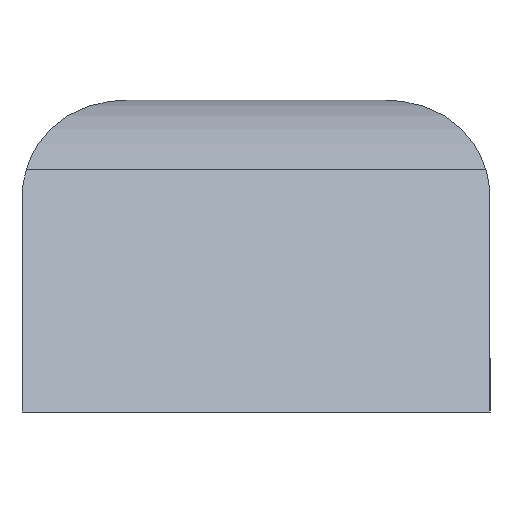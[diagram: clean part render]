
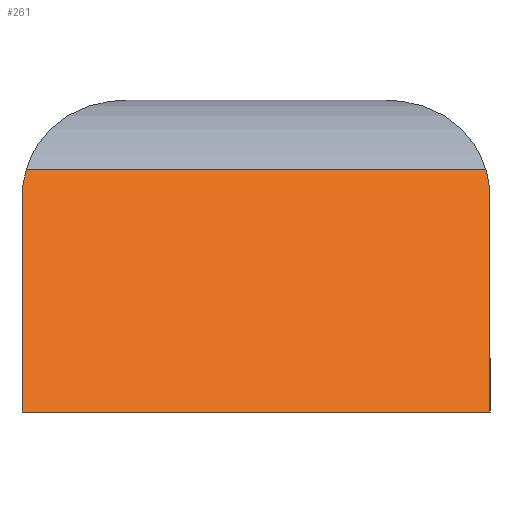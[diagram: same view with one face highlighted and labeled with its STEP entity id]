
A CAD part, left-side view. The second image highlights one B-rep face of the part: STEP entity #261.
In plain terms, the highlighted planar face has unit normal (-0.832, 0, 0.555).
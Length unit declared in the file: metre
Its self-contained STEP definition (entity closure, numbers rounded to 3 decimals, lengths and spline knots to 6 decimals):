
#6=DIRECTION('',(0.,1.,0.));
#7=VECTOR('',#6,0.09);
#8=CARTESIAN_POINT('',(-0.1185,-0.045,-0.03));
#9=LINE('',#8,#7);
#62=DIRECTION('',(-0.555,0.,-0.832));
#63=VECTOR('',#62,0.049258);
#64=CARTESIAN_POINT('',(-0.091177,-0.045,0.010985));
#65=LINE('',#64,#63);
#66=DIRECTION('',(0.,-1.,0.));
#67=VECTOR('',#66,0.088366);
#68=CARTESIAN_POINT('',(-0.087406,0.044183,
0.016641));
#69=LINE('',#68,#67);
#70=CARTESIAN_POINT('',(-0.091177,-0.045,0.010985));
#71=CARTESIAN_POINT('',(-0.089902,-0.045,0.012898));
#72=CARTESIAN_POINT('',(-0.088645,-0.044729,
0.014783));
#73=CARTESIAN_POINT('',(-0.087406,-0.044183,
0.016641));
#75=CARTESIAN_POINT('',(-0.087406,0.044183,
0.016641));
#76=CARTESIAN_POINT('',(-0.088645,0.044729,
0.014783));
#77=CARTESIAN_POINT('',(-0.089902,0.045,0.012898));
#78=CARTESIAN_POINT('',(-0.091177,0.045,0.010985));
#125=DIRECTION('',(0.555,0.,0.832));
#126=VECTOR('',#125,0.049258);
#127=CARTESIAN_POINT('',(-0.1185,0.045,-0.03));
#128=LINE('',#127,#126);
#133=CARTESIAN_POINT('',(-0.1185,-0.045,-0.03));
#134=CARTESIAN_POINT('',(-0.1185,0.045,-0.03));
#135=VERTEX_POINT('',#133);
#136=VERTEX_POINT('',#134);
#142=CARTESIAN_POINT('',(-0.091177,0.045,0.010985));
#144=VERTEX_POINT('',#142);
#146=CARTESIAN_POINT('',(-0.087406,0.044183,
0.016641));
#147=CARTESIAN_POINT('',(-0.087406,-0.044183,
0.016641));
#148=VERTEX_POINT('',#146);
#149=VERTEX_POINT('',#147);
#155=CARTESIAN_POINT('',(-0.091177,-0.045,0.010985));
#157=VERTEX_POINT('',#155);
#246=CARTESIAN_POINT('',(-0.0985,0.,0.));
#247=DIRECTION('',(-0.832,0.,0.555));
#248=DIRECTION('',(0.555,0.,0.832));
#249=AXIS2_PLACEMENT_3D('',#246,#247,#248);
#250=PLANE('',#249);
#252=ORIENTED_EDGE('',*,*,#251,.T.);
#253=ORIENTED_EDGE('',*,*,#223,.F.);
#254=ORIENTED_EDGE('',*,*,#241,.T.);
#255=ORIENTED_EDGE('',*,*,#168,.T.);
#257=ORIENTED_EDGE('',*,*,#256,.T.);
#258=ORIENTED_EDGE('',*,*,#192,.F.);
#259=EDGE_LOOP('',(#252,#253,#254,#255,#257,#258));
#260=FACE_OUTER_BOUND('',#259,.F.);
#261=ADVANCED_FACE('',(#260),#250,.T.);
#74=B_SPLINE_CURVE_WITH_KNOTS('',3,(#70,#71,#72,#73),.UNSPECIFIED.,.F.,.F.,(4,
4),(0.,1.),.UNSPECIFIED.);
#79=B_SPLINE_CURVE_WITH_KNOTS('',3,(#75,#76,#77,#78),.UNSPECIFIED.,.F.,.F.,(4,
4),(0.,1.),.UNSPECIFIED.);
#168=EDGE_CURVE('',#135,#136,#9,.T.);
#192=EDGE_CURVE('',#148,#144,#79,.T.);
#223=EDGE_CURVE('',#157,#149,#74,.T.);
#241=EDGE_CURVE('',#157,#135,#65,.T.);
#251=EDGE_CURVE('',#148,#149,#69,.T.);
#256=EDGE_CURVE('',#136,#144,#128,.T.);
